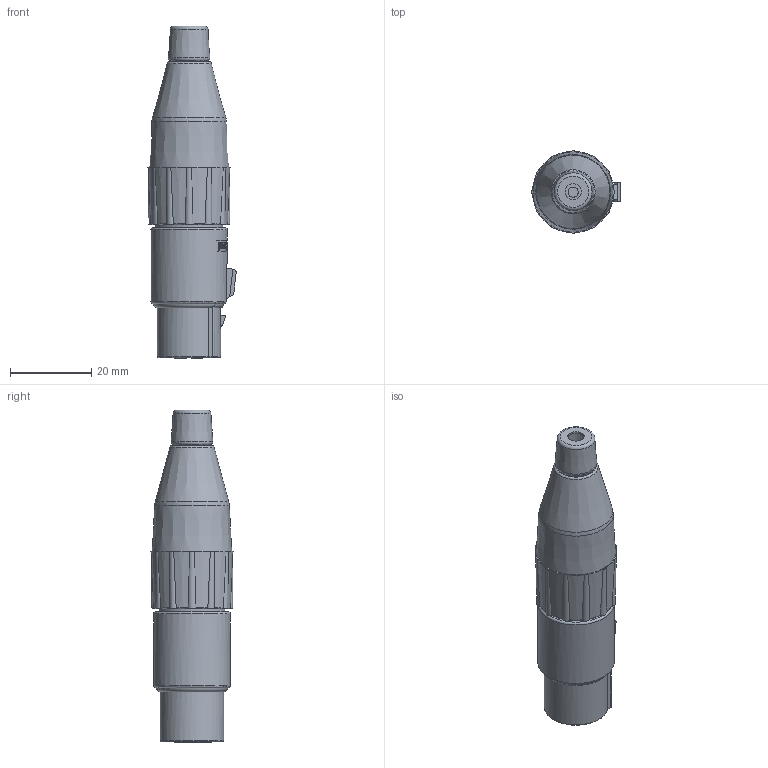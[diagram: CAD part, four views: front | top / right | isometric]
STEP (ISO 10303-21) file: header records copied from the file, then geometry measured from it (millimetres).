
FILE_DESCRIPTION(/* description */ (''),/* implementation_level */ '2;1');
FILE_NAME(/* name */ 'AC3FCPJ.stp',/* time_stamp */ '2021-07-08T15:44:44+10:00',/* author */ ('minh'),/* organization */ (''),/* preprocessor_version */ 'ST-DEVELOPER v18.1',/* originating_system */ 'Autodesk Inventor 2021',/* authorisation */ '');
FILE_SCHEMA (('AUTOMOTIVE_DESIGN { 1 0 10303 214 3 1 1 }'));
Length unit declared in the file: inch
Products named in the file (1): AC3FCPJ_Shrinkwrap_1
Bounding box: 21.81 x 20.39 x 81.9 mm (x, y, z)
Volume: 11918.2 mm3; surface area: 16331.4 mm2
Topology: 10 solids, 10 shells, 1095 faces, 3088 edges, 2044 vertices
Faces by surface type: plane 535, bspline 211, cylinder 209, cone 81, torus 40, sphere 19
Full cylindrical faces by diameter (mm): 2.5 x1, 2.6 x3, 3.106 x1, 3.5 x3, 4 x1, 7.4 x1, 7.9 x1, 8.4 x1, 8.5 x1, 10.3 x1, 10.6 x1, 12.45 x1, 16.2 x1, 16.5 x1, 17 x1, 18.9 x1
Entity records: 50553 total; most frequent: CARTESIAN_POINT 22549, ORIENTED_EDGE 6176, DIRECTION 4818, EDGE_CURVE 3088, VERTEX_POINT 2044, AXIS2_PLACEMENT_3D 1701, LINE 1416, VECTOR 1416
